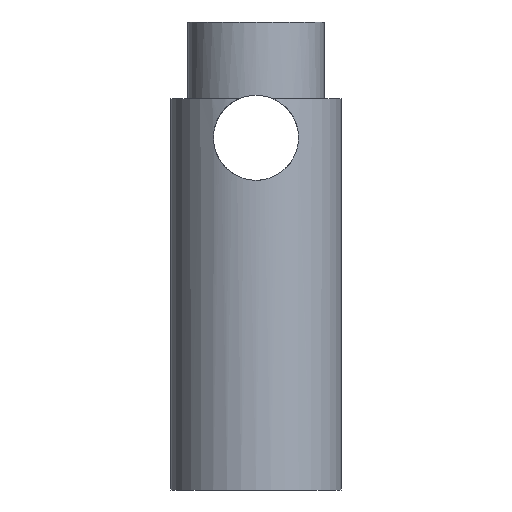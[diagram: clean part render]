
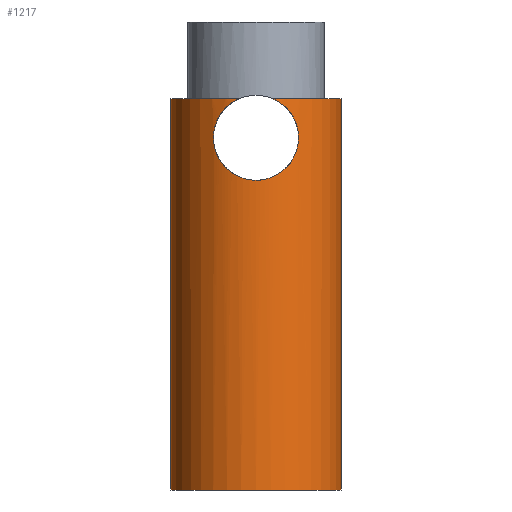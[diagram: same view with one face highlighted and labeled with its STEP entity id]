
A CAD part, front view. The second image highlights one B-rep face of the part: STEP entity #1217.
In plain terms, the highlighted cylindrical face has radius 5 mm (diameter 10 mm), a partial arc.
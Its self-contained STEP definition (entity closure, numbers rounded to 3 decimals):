
#5 = CARTESIAN_POINT ( 'NONE',  ( -0.98, -4.903, 23. ) ) ;
#17 = CARTESIAN_POINT ( 'NONE',  ( 2.065, -4.554, 19.283 ) ) ;
#45 = CARTESIAN_POINT ( 'NONE',  ( 0., 0., 23. ) ) ;
#50 = CIRCLE ( 'NONE', #1184, 5. ) ;
#59 = EDGE_LOOP ( 'NONE', ( #661, #527, #1446, #815, #516, #295, #887 ) ) ;
#78 = CARTESIAN_POINT ( 'NONE',  ( -1.238, -4.846, 22.876 ) ) ;
#86 = CARTESIAN_POINT ( 'NONE',  ( 5., 0., 23. ) ) ;
#91 = CARTESIAN_POINT ( 'NONE',  ( -2.274, -4.454, 21.749 ) ) ;
#92 = CIRCLE ( 'NONE', #276, 5. ) ;
#109 = CARTESIAN_POINT ( 'NONE',  ( -1.371, -4.814, 18.591 ) ) ;
#124 = CARTESIAN_POINT ( 'NONE',  ( 2.38, -4.398, 19.92 ) ) ;
#184 = CARTESIAN_POINT ( 'NONE',  ( 0., 0., 23. ) ) ;
#199 = CARTESIAN_POINT ( 'NONE',  ( -1.804, -4.669, 18.947 ) ) ;
#205 = CARTESIAN_POINT ( 'NONE',  ( -2.506, -4.327, 20.476 ) ) ;
#218 = CARTESIAN_POINT ( 'NONE',  ( 0., 0., 0. ) ) ;
#219 = CARTESIAN_POINT ( 'NONE',  ( -0.716, -4.95, 18.3 ) ) ;
#220 = LINE ( 'NONE', #1010, #656 ) ;
#261 = EDGE_CURVE ( 'NONE', #1020, #1066, #323, .T. ) ;
#276 = AXIS2_PLACEMENT_3D ( 'NONE', #218, #724, #625 ) ;
#295 = ORIENTED_EDGE ( 'NONE', *, *, #648, .T. ) ;
#300 = CARTESIAN_POINT ( 'NONE',  ( 5., 0., 0. ) ) ;
#323 = B_SPLINE_CURVE_WITH_KNOTS ( 'NONE', 3,
 ( #1596, #842, #1363, #345, #219, #960, #109, #199, #1469, #827, #589, #205, #1341, #703, #725, #360, #91, #833, #967, #1355, #717, #1226, #1373, #78, #1101, #477 ),
 .UNSPECIFIED., .F., .F.,
 ( 4, 2, 2, 2, 2, 2, 2, 2, 2, 2, 2, 2, 4 ),
 ( 0.007, 0.007, 0.008, 0.009, 0.01, 0.01, 0.011, 0.012, 0.012, 0.013, 0.013, 0.013, 0.014 ),
 .UNSPECIFIED. ) ;
#333 = AXIS2_PLACEMENT_3D ( 'NONE', #184, #929, #792 ) ;
#345 = CARTESIAN_POINT ( 'NONE',  ( -0.575, -4.969, 18.263 ) ) ;
#347 = EDGE_CURVE ( 'NONE', #961, #1020, #1007, .T. ) ;
#360 = CARTESIAN_POINT ( 'NONE',  ( -2.329, -4.424, 21.619 ) ) ;
#419 = CARTESIAN_POINT ( 'NONE',  ( 0.578, -4.969, 18.263 ) ) ;
#440 = DIRECTION ( 'NONE',  ( 0., 0., -1. ) ) ;
#477 = CARTESIAN_POINT ( 'NONE',  ( -0.98, -4.903, 23. ) ) ;
#513 = CARTESIAN_POINT ( 'NONE',  ( 2.516, -4.321, 20.779 ) ) ;
#514 = DIRECTION ( 'NONE',  ( 1., 0., 0. ) ) ;
#516 = ORIENTED_EDGE ( 'NONE', *, *, #1142, .F. ) ;
#527 = ORIENTED_EDGE ( 'NONE', *, *, #826, .F. ) ;
#530 = CARTESIAN_POINT ( 'NONE',  ( 0., -5., 18.2 ) ) ;
#539 = CARTESIAN_POINT ( 'NONE',  ( 1.479, -4.778, 18.679 ) ) ;
#576 = DIRECTION ( 'NONE',  ( -1., 0., 0. ) ) ;
#589 = CARTESIAN_POINT ( 'NONE',  ( -2.391, -4.392, 19.915 ) ) ;
#625 = DIRECTION ( 'NONE',  ( 1., 0., 0. ) ) ;
#636 = CARTESIAN_POINT ( 'NONE',  ( 0., 0., 23. ) ) ;
#648 = EDGE_CURVE ( 'NONE', #1365, #1583, #220, .T. ) ;
#656 = VECTOR ( 'NONE', #1110, 1000. ) ;
#658 = CARTESIAN_POINT ( 'NONE',  ( 1.798, -4.667, 18.957 ) ) ;
#661 = ORIENTED_EDGE ( 'NONE', *, *, #1073, .F. ) ;
#703 = CARTESIAN_POINT ( 'NONE',  ( -2.453, -4.357, 21.203 ) ) ;
#717 = CARTESIAN_POINT ( 'NONE',  ( -1.796, -4.668, 22.445 ) ) ;
#724 = DIRECTION ( 'NONE',  ( 0., 0., 1. ) ) ;
#725 = CARTESIAN_POINT ( 'NONE',  ( -2.419, -4.376, 21.346 ) ) ;
#741 = CARTESIAN_POINT ( 'NONE',  ( 2.421, -4.375, 20.058 ) ) ;
#776 = LINE ( 'NONE', #1014, #913 ) ;
#777 = CARTESIAN_POINT ( 'NONE',  ( 1.982, -4.591, 19.17 ) ) ;
#792 = DIRECTION ( 'NONE',  ( 1., 0., 0. ) ) ;
#793 = CARTESIAN_POINT ( 'NONE',  ( 1.696, -4.705, 18.858 ) ) ;
#815 = ORIENTED_EDGE ( 'NONE', *, *, #261, .T. ) ;
#816 = CARTESIAN_POINT ( 'NONE',  ( -5., 0., 23. ) ) ;
#826 = EDGE_CURVE ( 'NONE', #961, #1545, #50, .T. ) ;
#827 = CARTESIAN_POINT ( 'NONE',  ( -2.283, -4.451, 19.643 ) ) ;
#832 = FACE_OUTER_BOUND ( 'NONE', #59, .T. ) ;
#833 = CARTESIAN_POINT ( 'NONE',  ( -2.14, -4.519, 22. ) ) ;
#838 = CARTESIAN_POINT ( 'NONE',  ( -5., 0., 0. ) ) ;
#842 = CARTESIAN_POINT ( 'NONE',  ( -0.145, -5., 18.2 ) ) ;
#887 = ORIENTED_EDGE ( 'NONE', *, *, #952, .T. ) ;
#911 = CARTESIAN_POINT ( 'NONE',  ( 0.985, -4.904, 18.398 ) ) ;
#913 = VECTOR ( 'NONE', #1530, 1000. ) ;
#922 = CARTESIAN_POINT ( 'NONE',  ( 0.145, -5., 18.2 ) ) ;
#929 = DIRECTION ( 'NONE',  ( 0., 0., 1. ) ) ;
#952 = EDGE_CURVE ( 'NONE', #1583, #1194, #92, .T. ) ;
#960 = CARTESIAN_POINT ( 'NONE',  ( -1.12, -4.881, 18.447 ) ) ;
#961 = VERTEX_POINT ( 'NONE', #1244 ) ;
#967 = CARTESIAN_POINT ( 'NONE',  ( -2.062, -4.556, 22.12 ) ) ;
#1001 = CARTESIAN_POINT ( 'NONE',  ( 1.246, -4.85, 22.887 ) ) ;
#1007 = B_SPLINE_CURVE_WITH_KNOTS ( 'NONE', 3,
 ( #1394, #1001, #1643, #1380, #1506, #1133, #1514, #513, #1009, #741, #124, #1521, #1319, #17, #777, #658, #793, #539, #1279, #1555, #911, #1547, #419, #1035, #922, #530 ),
 .UNSPECIFIED., .F., .F.,
 ( 4, 2, 2, 2, 2, 2, 2, 2, 2, 2, 2, 2, 4 ),
 ( 0., 0.001, 0.002, 0.003, 0.003, 0.004, 0.004, 0.005, 0.005, 0.006, 0.006, 0.007, 0.007 ),
 .UNSPECIFIED. ) ;
#1009 = CARTESIAN_POINT ( 'NONE',  ( 2.508, -4.326, 20.486 ) ) ;
#1010 = CARTESIAN_POINT ( 'NONE',  ( -5., 0., 23. ) ) ;
#1014 = CARTESIAN_POINT ( 'NONE',  ( 5., 0., 23. ) ) ;
#1020 = VERTEX_POINT ( 'NONE', #1520 ) ;
#1035 = CARTESIAN_POINT ( 'NONE',  ( 0.293, -4.993, 18.213 ) ) ;
#1066 = VERTEX_POINT ( 'NONE', #5 ) ;
#1073 = EDGE_CURVE ( 'NONE', #1545, #1194, #776, .T. ) ;
#1101 = CARTESIAN_POINT ( 'NONE',  ( -1.113, -4.877, 22.943 ) ) ;
#1110 = DIRECTION ( 'NONE',  ( 0., 0., -1. ) ) ;
#1133 = CARTESIAN_POINT ( 'NONE',  ( 2.34, -4.421, 21.626 ) ) ;
#1142 = EDGE_CURVE ( 'NONE', #1365, #1066, #1527, .T. ) ;
#1184 = AXIS2_PLACEMENT_3D ( 'NONE', #636, #1644, #514 ) ;
#1194 = VERTEX_POINT ( 'NONE', #300 ) ;
#1217 = ADVANCED_FACE ( 'NONE', ( #832 ), #1460, .T. ) ;
#1226 = CARTESIAN_POINT ( 'NONE',  ( -1.588, -4.742, 22.636 ) ) ;
#1244 = CARTESIAN_POINT ( 'NONE',  ( 0.98, -4.903, 23. ) ) ;
#1279 = CARTESIAN_POINT ( 'NONE',  ( 1.363, -4.812, 18.6 ) ) ;
#1319 = CARTESIAN_POINT ( 'NONE',  ( 2.211, -4.485, 19.525 ) ) ;
#1341 = CARTESIAN_POINT ( 'NONE',  ( -2.515, -4.321, 20.775 ) ) ;
#1355 = CARTESIAN_POINT ( 'NONE',  ( -1.89, -4.63, 22.342 ) ) ;
#1363 = CARTESIAN_POINT ( 'NONE',  ( -0.289, -4.994, 18.213 ) ) ;
#1365 = VERTEX_POINT ( 'NONE', #816 ) ;
#1368 = AXIS2_PLACEMENT_3D ( 'NONE', #45, #440, #576 ) ;
#1373 = CARTESIAN_POINT ( 'NONE',  ( -1.475, -4.779, 22.723 ) ) ;
#1380 = CARTESIAN_POINT ( 'NONE',  ( 1.899, -4.631, 22.351 ) ) ;
#1394 = CARTESIAN_POINT ( 'NONE',  ( 0.98, -4.903, 23. ) ) ;
#1446 = ORIENTED_EDGE ( 'NONE', *, *, #347, .T. ) ;
#1460 = CYLINDRICAL_SURFACE ( 'NONE', #1368, 5. ) ;
#1469 = CARTESIAN_POINT ( 'NONE',  ( -1.992, -4.589, 19.163 ) ) ;
#1506 = CARTESIAN_POINT ( 'NONE',  ( 2.07, -4.554, 22.13 ) ) ;
#1514 = CARTESIAN_POINT ( 'NONE',  ( 2.43, -4.37, 21.356 ) ) ;
#1520 = CARTESIAN_POINT ( 'NONE',  ( 0., -5., 18.2 ) ) ;
#1521 = CARTESIAN_POINT ( 'NONE',  ( 2.275, -4.453, 19.655 ) ) ;
#1527 = CIRCLE ( 'NONE', #333, 5. ) ;
#1530 = DIRECTION ( 'NONE',  ( 0., 0., -1. ) ) ;
#1545 = VERTEX_POINT ( 'NONE', #86 ) ;
#1547 = CARTESIAN_POINT ( 'NONE',  ( 0.716, -4.95, 18.3 ) ) ;
#1555 = CARTESIAN_POINT ( 'NONE',  ( 1.117, -4.875, 18.459 ) ) ;
#1583 = VERTEX_POINT ( 'NONE', #838 ) ;
#1596 = CARTESIAN_POINT ( 'NONE',  ( 0., -5., 18.2 ) ) ;
#1643 = CARTESIAN_POINT ( 'NONE',  ( 1.481, -4.781, 22.734 ) ) ;
#1644 = DIRECTION ( 'NONE',  ( 0., 0., 1. ) ) ;
